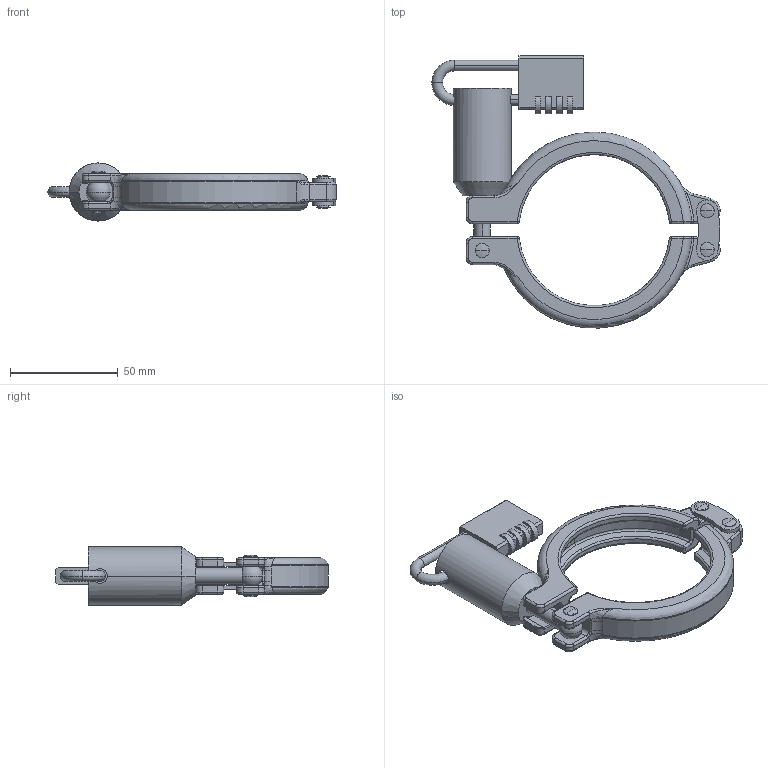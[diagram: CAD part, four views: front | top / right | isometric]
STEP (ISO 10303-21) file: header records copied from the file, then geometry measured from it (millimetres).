
FILE_DESCRIPTION (( 'STEP AP214' ), '1' );
FILE_NAME ('CL.SAFL.0250 BLOCK.STEP', '2019-04-16T14:38:28', ( '' ), ( '' ), 'SwSTEP 2.0', 'SolidWorks 2019', '' );
FILE_SCHEMA (( 'AUTOMOTIVE_DESIGN' ));
Length unit declared in the file: millimetre
Products named in the file (1): CL.SAFL.0250 BLOCK
Bounding box: 134 x 126.54 x 27 mm (x, y, z)
Volume: 59764.3 mm3; surface area: 32932.5 mm2
Topology: 4 solids, 4 shells, 433 faces, 1045 edges, 610 vertices
Faces by surface type: cylinder 165, plane 87, torus 77, bspline 54, sphere 34, cone 16
Entity records: 15338 total; most frequent: CARTESIAN_POINT 5187, DIRECTION 2150, ORIENTED_EDGE 2044, EDGE_CURVE 1022, AXIS2_PLACEMENT_3D 899, VERTEX_POINT 609, CIRCLE 519, EDGE_LOOP 461
